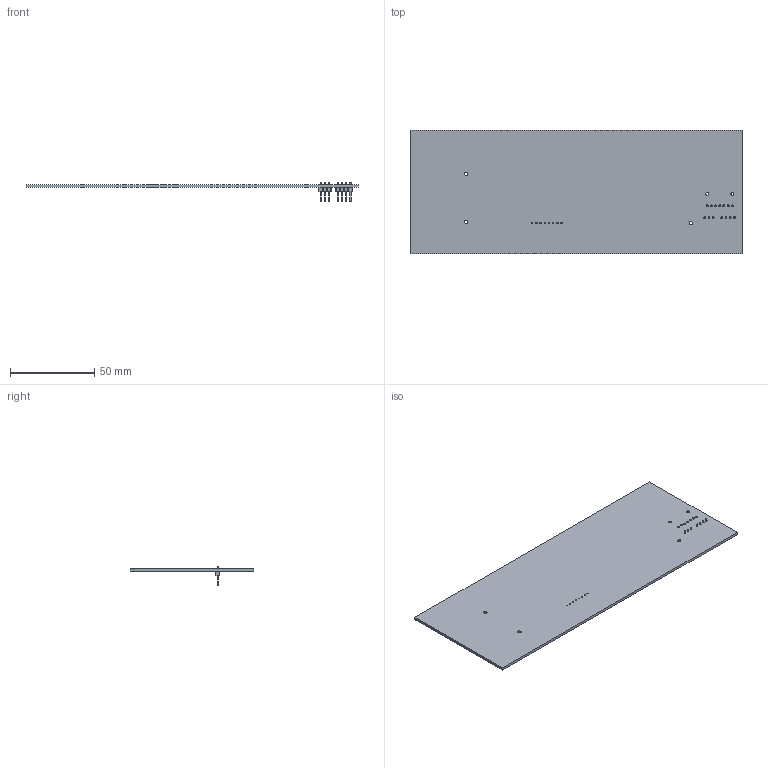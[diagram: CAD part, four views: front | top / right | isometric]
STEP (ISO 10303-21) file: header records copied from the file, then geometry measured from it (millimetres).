
FILE_DESCRIPTION(('KiCad electronic assembly'),'2;1');
FILE_NAME('Front Dash.step','2020-11-24T13:17:45',('An Author'),( 'A Company'),'Open CASCADE STEP processor 6.9', 'KiCad to STEP converter','Unknown');
FILE_SCHEMA(('AUTOMOTIVE_DESIGN { 1 0 10303 214 1 1 1 1 }'));
Length unit declared in the file: millimetre
Products named in the file (6): Open CASCADE STEP translator 6.9 1; PinHeader_1x03_P2.54mm_Vertical; SOLID; PinHeader_1x04_P2.54mm_Vertical; COMPOUND
Assembly tree (5 placements, depth 3):
  Open CASCADE STEP translator 6.9 1
    PinHeader_1x03_P2.54mm_Vertical
      SOLID
    PinHeader_1x04_P2.54mm_Vertical
      SOLID
    COMPOUND
Bounding box: 197.49 x 73.66 x 11.54 mm (x, y, z)
Volume: 23361.6 mm3; surface area: 30420.4 mm2
Topology: 3 solids, 3 shells, 211 faces, 517 edges, 326 vertices
Faces by surface type: plane 184, cylinder 27
Full cylindrical faces by diameter (mm): 0.85 x8, 1 x7, 1.2 x7, 1.7 x2, 2 x3
Entity records: 14399 total; most frequent: CARTESIAN_POINT 2418, DIRECTION 1985, LINE 1443, VECTOR 1443, ORIENTED_EDGE 1034, PCURVE 1034, DEFINITIONAL_REPRESENTATION 1034, EDGE_CURVE 517
